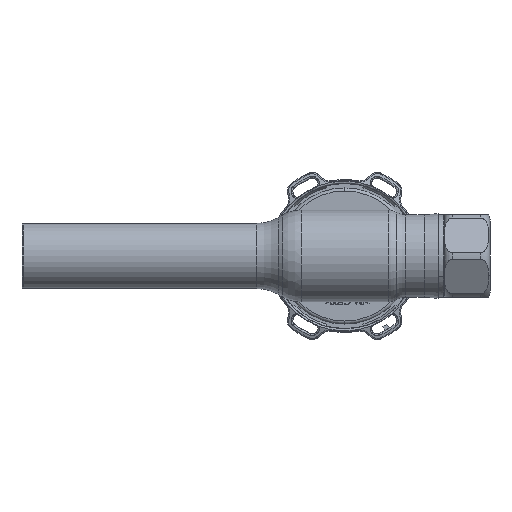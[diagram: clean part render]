
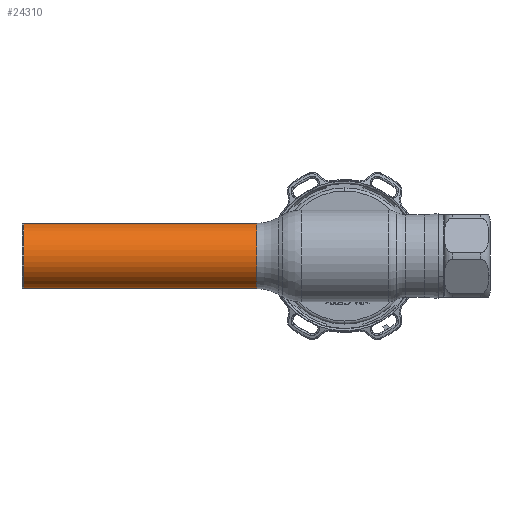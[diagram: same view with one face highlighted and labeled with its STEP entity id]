
A CAD part, front view. The second image highlights one B-rep face of the part: STEP entity #24310.
In plain terms, the highlighted cylindrical face has radius 10.65 mm (diameter 21.3 mm), a partial arc.
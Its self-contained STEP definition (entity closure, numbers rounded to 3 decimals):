
#2308 = AXIS2_PLACEMENT_3D ( 'NONE', #10192, #34528, #4900 ) ;
#4294 = EDGE_CURVE ( 'NONE', #21329, #30561, #5874, .T. ) ;
#4493 = CARTESIAN_POINT ( 'NONE',  ( -62.69, 0., 10.65 ) ) ;
#4534 = EDGE_CURVE ( 'NONE', #20041, #27597, #16551, .T. ) ;
#4900 = DIRECTION ( 'NONE',  ( 0., 0., 1. ) ) ;
#5800 = CARTESIAN_POINT ( 'NONE',  ( -62.69, 0., -10.65 ) ) ;
#5874 = CIRCLE ( 'NONE', #25492, 10.65 ) ;
#7083 = CARTESIAN_POINT ( 'NONE',  ( -28.786, 0., -10.65 ) ) ;
#7634 = ORIENTED_EDGE ( 'NONE', *, *, #4534, .F. ) ;
#8908 = ORIENTED_EDGE ( 'NONE', *, *, #4294, .T. ) ;
#9031 = CARTESIAN_POINT ( 'NONE',  ( -28.786, 0., 0. ) ) ;
#10192 = CARTESIAN_POINT ( 'NONE',  ( -62.69, 0., 0. ) ) ;
#10941 = DIRECTION ( 'NONE',  ( -1., 0., 0. ) ) ;
#11672 = DIRECTION ( 'NONE',  ( 0., 0., 1. ) ) ;
#16551 = CIRCLE ( 'NONE', #34448, 10.65 ) ;
#17339 = DIRECTION ( 'NONE',  ( 0., 0., 1. ) ) ;
#17394 = EDGE_LOOP ( 'NONE', ( #24612, #8908, #33944, #7634 ) ) ;
#17831 = DIRECTION ( 'NONE',  ( -1., 0., 0. ) ) ;
#18725 = CARTESIAN_POINT ( 'NONE',  ( -105., 0., -10.65 ) ) ;
#19401 = LINE ( 'NONE', #4493, #29773 ) ;
#20041 = VERTEX_POINT ( 'NONE', #18725 ) ;
#20112 = DIRECTION ( 'NONE',  ( -1., 0., 0. ) ) ;
#21329 = VERTEX_POINT ( 'NONE', #7083 ) ;
#22638 = VECTOR ( 'NONE', #10941, 1000. ) ;
#22649 = DIRECTION ( 'NONE',  ( -1., 0., 0. ) ) ;
#23070 = CARTESIAN_POINT ( 'NONE',  ( -105., 0., 0. ) ) ;
#23108 = CYLINDRICAL_SURFACE ( 'NONE', #2308, 10.65 ) ;
#24310 = ADVANCED_FACE ( 'NONE', ( #30040 ), #23108, .T. ) ;
#24612 = ORIENTED_EDGE ( 'NONE', *, *, #27822, .F. ) ;
#25492 = AXIS2_PLACEMENT_3D ( 'NONE', #9031, #22649, #11672 ) ;
#26009 = CARTESIAN_POINT ( 'NONE',  ( -28.786, 0., 10.65 ) ) ;
#27597 = VERTEX_POINT ( 'NONE', #33185 ) ;
#27822 = EDGE_CURVE ( 'NONE', #21329, #20041, #29480, .T. ) ;
#29480 = LINE ( 'NONE', #5800, #22638 ) ;
#29773 = VECTOR ( 'NONE', #17831, 1000. ) ;
#30040 = FACE_OUTER_BOUND ( 'NONE', #17394, .T. ) ;
#30561 = VERTEX_POINT ( 'NONE', #26009 ) ;
#32140 = EDGE_CURVE ( 'NONE', #30561, #27597, #19401, .T. ) ;
#33185 = CARTESIAN_POINT ( 'NONE',  ( -105., 0., 10.65 ) ) ;
#33944 = ORIENTED_EDGE ( 'NONE', *, *, #32140, .T. ) ;
#34448 = AXIS2_PLACEMENT_3D ( 'NONE', #23070, #20112, #17339 ) ;
#34528 = DIRECTION ( 'NONE',  ( -1., 0., 0. ) ) ;
